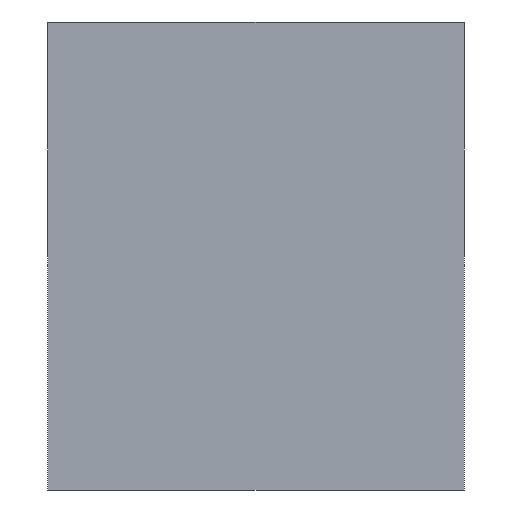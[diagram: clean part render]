
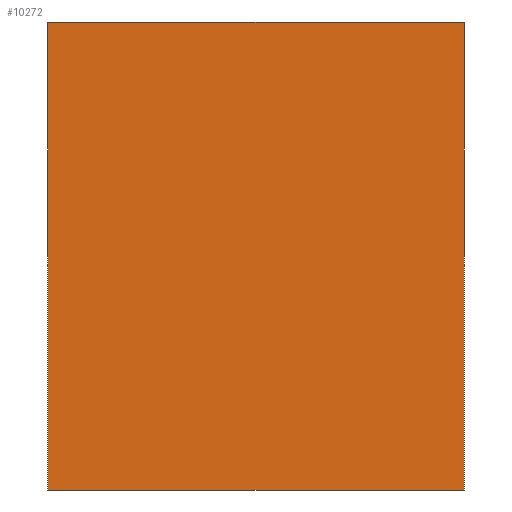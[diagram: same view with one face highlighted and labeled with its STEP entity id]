
A CAD part, front view. The second image highlights one B-rep face of the part: STEP entity #10272.
In plain terms, the highlighted planar face has unit normal (0, -1, 0).
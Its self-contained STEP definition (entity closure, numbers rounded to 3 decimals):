
#2272 = VERTEX_POINT ( 'NONE', #60424 ) ;
#3564 = DIRECTION ( 'NONE',  ( 0., 0., 1. ) ) ;
#7372 = EDGE_CURVE ( 'NONE', #75139, #11242, #35037, .T. ) ;
#10134 = CARTESIAN_POINT ( 'NONE',  ( 21.651, -19.151, 25. ) ) ;
#10272 = ADVANCED_FACE ( 'NONE', ( #21628 ), #56768, .F. ) ;
#11242 = VERTEX_POINT ( 'NONE', #55292 ) ;
#12108 = ORIENTED_EDGE ( 'NONE', *, *, #7372, .F. ) ;
#13816 = CARTESIAN_POINT ( 'NONE',  ( -22.874, -19.151, 25. ) ) ;
#14663 = CARTESIAN_POINT ( 'NONE',  ( 21.651, -19.151, 25. ) ) ;
#20442 = VECTOR ( 'NONE', #21798, 1000. ) ;
#21628 = FACE_OUTER_BOUND ( 'NONE', #41347, .T. ) ;
#21798 = DIRECTION ( 'NONE',  ( 1., 0., 0. ) ) ;
#24996 = EDGE_CURVE ( 'NONE', #2272, #11242, #83265, .T. ) ;
#25857 = CARTESIAN_POINT ( 'NONE',  ( 21.651, -19.151, -25. ) ) ;
#27117 = DIRECTION ( 'NONE',  ( 0., 0., -1. ) ) ;
#28594 = EDGE_CURVE ( 'NONE', #50103, #2272, #39340, .T. ) ;
#30454 = ORIENTED_EDGE ( 'NONE', *, *, #28594, .T. ) ;
#35037 = LINE ( 'NONE', #53561, #75736 ) ;
#36874 = CARTESIAN_POINT ( 'NONE',  ( -22.874, -19.151, 25. ) ) ;
#37716 = DIRECTION ( 'NONE',  ( 0., 0., -1. ) ) ;
#37921 = ORIENTED_EDGE ( 'NONE', *, *, #24996, .T. ) ;
#38303 = CARTESIAN_POINT ( 'NONE',  ( 21.651, -19.151, 25. ) ) ;
#39340 = LINE ( 'NONE', #36874, #65788 ) ;
#41347 = EDGE_LOOP ( 'NONE', ( #37921, #12108, #57263, #30454 ) ) ;
#48666 = VECTOR ( 'NONE', #62996, 1000. ) ;
#50103 = VERTEX_POINT ( 'NONE', #13816 ) ;
#50194 = EDGE_CURVE ( 'NONE', #50103, #75139, #76437, .T. ) ;
#53561 = CARTESIAN_POINT ( 'NONE',  ( 21.651, -19.151, 25. ) ) ;
#55292 = CARTESIAN_POINT ( 'NONE',  ( 21.651, -19.151, -25. ) ) ;
#56768 = PLANE ( 'NONE',  #77900 ) ;
#57263 = ORIENTED_EDGE ( 'NONE', *, *, #50194, .F. ) ;
#60424 = CARTESIAN_POINT ( 'NONE',  ( -22.874, -19.151, -25. ) ) ;
#62996 = DIRECTION ( 'NONE',  ( 1., 0., 0. ) ) ;
#65788 = VECTOR ( 'NONE', #37716, 1000. ) ;
#75139 = VERTEX_POINT ( 'NONE', #38303 ) ;
#75736 = VECTOR ( 'NONE', #27117, 1000. ) ;
#76104 = DIRECTION ( 'NONE',  ( 0., 1., 0. ) ) ;
#76437 = LINE ( 'NONE', #14663, #20442 ) ;
#77900 = AXIS2_PLACEMENT_3D ( 'NONE', #10134, #76104, #3564 ) ;
#83265 = LINE ( 'NONE', #25857, #48666 ) ;
